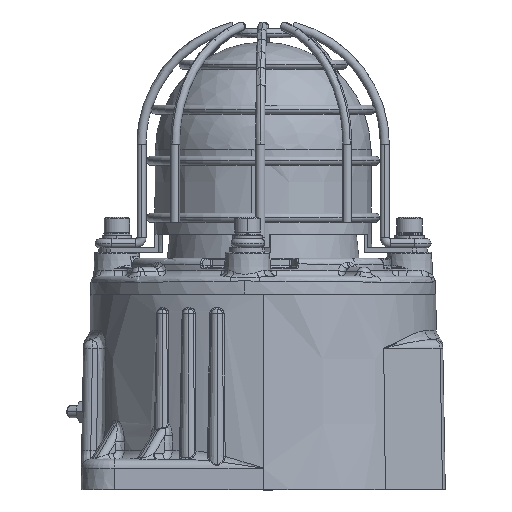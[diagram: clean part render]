
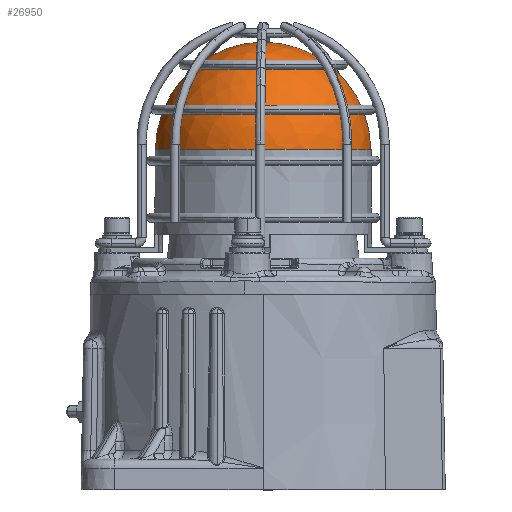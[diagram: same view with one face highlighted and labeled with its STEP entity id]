
A CAD part, top view. The second image highlights one B-rep face of the part: STEP entity #26950.
In plain terms, the highlighted spherical face has radius 36 mm.
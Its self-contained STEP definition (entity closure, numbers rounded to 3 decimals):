
#3899 = DIRECTION ( 'NONE',  ( 0.106, 0., -0.994 ) ) ;
#4628 = AXIS2_PLACEMENT_3D ( 'NONE', #42092, #14392, #46800 ) ;
#4716 = CARTESIAN_POINT ( 'NONE',  ( -3.831, 113.211, 35.795 ) ) ;
#4841 = AXIS2_PLACEMENT_3D ( 'NONE', #14628, #47018, #19282 ) ;
#4975 = DIRECTION ( 'NONE',  ( -0.106, 0., 0.994 ) ) ;
#8516 = VERTEX_POINT ( 'NONE', #4716 ) ;
#9350 = ORIENTED_EDGE ( 'NONE', *, *, #15242, .F. ) ;
#10745 = CIRCLE ( 'NONE', #20702, 35.999 ) ;
#14392 = DIRECTION ( 'NONE',  ( 0.106, 0., -0.994 ) ) ;
#14628 = CARTESIAN_POINT ( 'NONE',  ( 0., 113.211, 0. ) ) ;
#15242 = EDGE_CURVE ( 'NONE', #32038, #8516, #36159, .T. ) ;
#15979 = EDGE_CURVE ( 'NONE', #8516, #23248, #10745, .T. ) ;
#16971 = CARTESIAN_POINT ( 'NONE',  ( 35.795, 113.211, 3.831 ) ) ;
#18994 = ORIENTED_EDGE ( 'NONE', *, *, #50028, .T. ) ;
#19282 = DIRECTION ( 'NONE',  ( 0.106, 0., -0.994 ) ) ;
#19774 = DIRECTION ( 'NONE',  ( -0.106, 0., 0.994 ) ) ;
#20106 = CIRCLE ( 'NONE', #34032, 36. ) ;
#20702 = AXIS2_PLACEMENT_3D ( 'NONE', #59295, #31522, #3899 ) ;
#22612 = AXIS2_PLACEMENT_3D ( 'NONE', #28852, #19774, #52153 ) ;
#22627 = CARTESIAN_POINT ( 'NONE',  ( -35.795, 113.211, -3.831 ) ) ;
#22892 = EDGE_CURVE ( 'NONE', #26821, #32038, #31231, .T. ) ;
#23248 = VERTEX_POINT ( 'NONE', #22627 ) ;
#24369 = ORIENTED_EDGE ( 'NONE', *, *, #15979, .F. ) ;
#26766 = SPHERICAL_SURFACE ( 'NONE', #22612, 36. ) ;
#26821 = VERTEX_POINT ( 'NONE', #28248 ) ;
#26950 = ADVANCED_FACE ( 'NONE', ( #54303 ), #26766, .T. ) ;
#28248 = CARTESIAN_POINT ( 'NONE',  ( 0., 149., 0. ) ) ;
#28852 = CARTESIAN_POINT ( 'NONE',  ( 0., 113., 0. ) ) ;
#30684 = EDGE_LOOP ( 'NONE', ( #55884, #18994, #24369, #9350 ) ) ;
#31231 = CIRCLE ( 'NONE', #4628, 36. ) ;
#31522 = DIRECTION ( 'NONE',  ( 0., -1., 0. ) ) ;
#32038 = VERTEX_POINT ( 'NONE', #16971 ) ;
#32586 = CARTESIAN_POINT ( 'NONE',  ( 0., 113., 0. ) ) ;
#34032 = AXIS2_PLACEMENT_3D ( 'NONE', #32586, #4975, #37256 ) ;
#36159 = CIRCLE ( 'NONE', #4841, 35.999 ) ;
#37256 = DIRECTION ( 'NONE',  ( 0.994, 0., 0.106 ) ) ;
#42092 = CARTESIAN_POINT ( 'NONE',  ( 0., 113., 0. ) ) ;
#46800 = DIRECTION ( 'NONE',  ( -0.994, 0., -0.106 ) ) ;
#47018 = DIRECTION ( 'NONE',  ( 0., -1., 0. ) ) ;
#50028 = EDGE_CURVE ( 'NONE', #26821, #23248, #20106, .T. ) ;
#52153 = DIRECTION ( 'NONE',  ( 0.994, 0., 0.106 ) ) ;
#54303 = FACE_OUTER_BOUND ( 'NONE', #30684, .T. ) ;
#55884 = ORIENTED_EDGE ( 'NONE', *, *, #22892, .F. ) ;
#59295 = CARTESIAN_POINT ( 'NONE',  ( 0., 113.211, 0. ) ) ;
